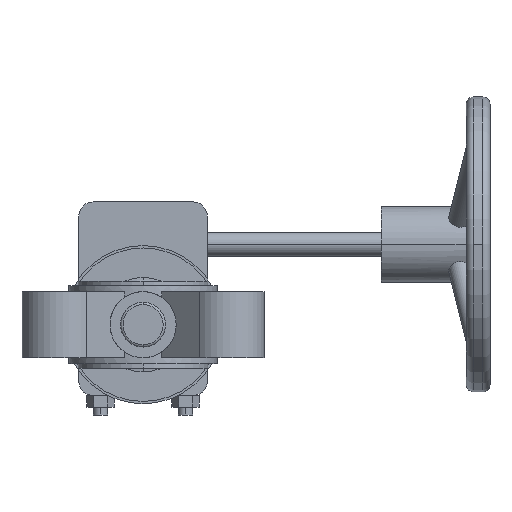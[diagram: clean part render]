
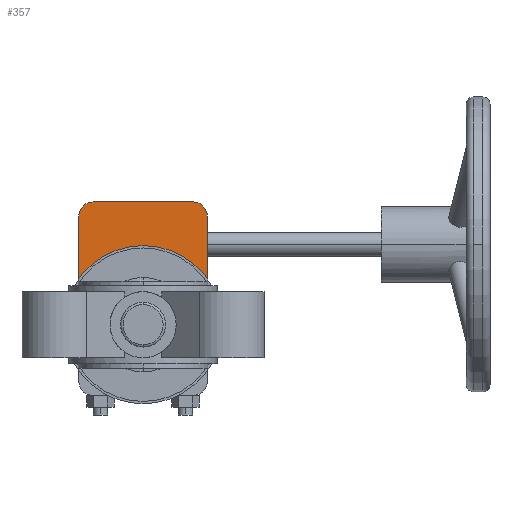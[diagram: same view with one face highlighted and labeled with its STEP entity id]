
A CAD part, front view. The second image highlights one B-rep face of the part: STEP entity #357.
In plain terms, the highlighted planar face has unit normal (0, -1, 0).
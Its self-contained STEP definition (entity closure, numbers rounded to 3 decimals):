
#357 = ADVANCED_FACE( '', ( #877 ), #878, .F. );
#877 = FACE_OUTER_BOUND( '', #1419, .T. );
#878 = PLANE( '', #1420 );
#1419 = EDGE_LOOP( '', ( #3411, #3412, #3413, #3414, #3415, #3416, #3417, #3418, #3419, #3420, #3421, #3422, #3423, #3424, #3425, #3426, #3427, #3428, #3429, #3430 ) );
#1420 = AXIS2_PLACEMENT_3D( '', #3431, #3432, #3433 );
#3411 = ORIENTED_EDGE( '', *, *, #4241, .T. );
#3412 = ORIENTED_EDGE( '', *, *, #4237, .T. );
#3413 = ORIENTED_EDGE( '', *, *, #4284, .T. );
#3414 = ORIENTED_EDGE( '', *, *, #4281, .T. );
#3415 = ORIENTED_EDGE( '', *, *, #4277, .T. );
#3416 = ORIENTED_EDGE( '', *, *, #4293, .F. );
#3417 = ORIENTED_EDGE( '', *, *, #4252, .T. );
#3418 = ORIENTED_EDGE( '', *, *, #4243, .T. );
#3419 = ORIENTED_EDGE( '', *, *, #4275, .T. );
#3420 = ORIENTED_EDGE( '', *, *, #4272, .T. );
#3421 = ORIENTED_EDGE( '', *, *, #4269, .T. );
#3422 = ORIENTED_EDGE( '', *, *, #3998, .F. );
#3423 = ORIENTED_EDGE( '', *, *, #4294, .F. );
#3424 = ORIENTED_EDGE( '', *, *, #4295, .F. );
#3425 = ORIENTED_EDGE( '', *, *, #4296, .F. );
#3426 = ORIENTED_EDGE( '', *, *, #4297, .F. );
#3427 = ORIENTED_EDGE( '', *, *, #4298, .F. );
#3428 = ORIENTED_EDGE( '', *, *, #4299, .F. );
#3429 = ORIENTED_EDGE( '', *, *, #4300, .F. );
#3430 = ORIENTED_EDGE( '', *, *, #3992, .F. );
#3431 = CARTESIAN_POINT( '', ( 0., 131., -18.5 ) );
#3432 = DIRECTION( '', ( 0., 1., 0. ) );
#3433 = DIRECTION( '', ( 0., 0., -1. ) );
#3992 = EDGE_CURVE( '', #4938, #4934, #4940, .T. );
#3998 = EDGE_CURVE( '', #4947, #4950, #4951, .T. );
#4237 = EDGE_CURVE( '', #5352, #5353, #5354, .T. );
#4241 = EDGE_CURVE( '', #4938, #5352, #5360, .T. );
#4243 = EDGE_CURVE( '', #5362, #5363, #5364, .T. );
#4252 = EDGE_CURVE( '', #5379, #5362, #5380, .T. );
#4269 = EDGE_CURVE( '', #5407, #4950, #5408, .T. );
#4272 = EDGE_CURVE( '', #5412, #5407, #5413, .T. );
#4275 = EDGE_CURVE( '', #5363, #5412, #5417, .T. );
#4277 = EDGE_CURVE( '', #5419, #5420, #5421, .T. );
#4281 = EDGE_CURVE( '', #5427, #5419, #5428, .T. );
#4284 = EDGE_CURVE( '', #5353, #5427, #5432, .T. );
#4293 = EDGE_CURVE( '', #5379, #5420, #5444, .T. );
#4294 = EDGE_CURVE( '', #5445, #4947, #5446, .T. );
#4295 = EDGE_CURVE( '', #5447, #5445, #5448, .T. );
#4296 = EDGE_CURVE( '', #5449, #5447, #5450, .T. );
#4297 = EDGE_CURVE( '', #5451, #5449, #5452, .T. );
#4298 = EDGE_CURVE( '', #5453, #5451, #5454, .T. );
#4299 = EDGE_CURVE( '', #5455, #5453, #5456, .T. );
#4300 = EDGE_CURVE( '', #4934, #5455, #5457, .T. );
#4934 = VERTEX_POINT( '', #6801 );
#4938 = VERTEX_POINT( '', #6806 );
#4940 = CIRCLE( '', #6817, 25.029 );
#4947 = VERTEX_POINT( '', #6844 );
#4950 = VERTEX_POINT( '', #6848 );
#4951 = CIRCLE( '', #6849, 25.029 );
#5352 = VERTEX_POINT( '', #8281 );
#5353 = VERTEX_POINT( '', #8282 );
#5354 = CIRCLE( '', #8283, 9. );
#5360 = LINE( '', #8291, #8292 );
#5362 = VERTEX_POINT( '', #8295 );
#5363 = VERTEX_POINT( '', #8296 );
#5364 = CIRCLE( '', #8297, 9. );
#5379 = VERTEX_POINT( '', #8319 );
#5380 = LINE( '', #8320, #8321 );
#5407 = VERTEX_POINT( '', #8378 );
#5408 = LINE( '', #8379, #8380 );
#5412 = VERTEX_POINT( '', #8386 );
#5413 = CIRCLE( '', #8387, 9. );
#5417 = CIRCLE( '', #8392, 2. );
#5419 = VERTEX_POINT( '', #8394 );
#5420 = VERTEX_POINT( '', #8395 );
#5421 = LINE( '', #8396, #8397 );
#5427 = VERTEX_POINT( '', #8414 );
#5428 = CIRCLE( '', #8415, 9. );
#5432 = CIRCLE( '', #8420, 2. );
#5444 = CIRCLE( '', #8473, 25.029 );
#5445 = VERTEX_POINT( '', #8474 );
#5446 = LINE( '', #8475, #8476 );
#5447 = VERTEX_POINT( '', #8477 );
#5448 = LINE( '', #8478, #8479 );
#5449 = VERTEX_POINT( '', #8480 );
#5450 = CIRCLE( '', #8481, 6. );
#5451 = VERTEX_POINT( '', #8482 );
#5452 = LINE( '', #8483, #8484 );
#5453 = VERTEX_POINT( '', #8485 );
#5454 = CIRCLE( '', #8486, 6. );
#5455 = VERTEX_POINT( '', #8487 );
#5456 = LINE( '', #8488, #8489 );
#5457 = LINE( '', #8490, #8491 );
#6801 = CARTESIAN_POINT( '', ( -25.029, 131., -18.5 ) );
#6806 = CARTESIAN_POINT( '', ( -21.588, 131., -5.834 ) );
#6817 = AXIS2_PLACEMENT_3D( '', #9224, #9225, #9226 );
#6844 = CARTESIAN_POINT( '', ( 25.029, 131., -18.5 ) );
#6848 = CARTESIAN_POINT( '', ( 21.588, 131., -5.834 ) );
#6849 = AXIS2_PLACEMENT_3D( '', #9230, #9231, #9232 );
#8281 = CARTESIAN_POINT( '', ( -22.37, 131., -4.717 ) );
#8282 = CARTESIAN_POINT( '', ( -23.371, 131., 3.744 ) );
#8283 = AXIS2_PLACEMENT_3D( '', #9645, #9646, #9647 );
#8291 = CARTESIAN_POINT( '', ( -15.452, 131., -14.597 ) );
#8292 = VECTOR( '', #9653, 1. );
#8295 = CARTESIAN_POINT( '', ( 13.783, 131., 3.87 ) );
#8296 = CARTESIAN_POINT( '', ( 22.244, 131., 4.871 ) );
#8297 = AXIS2_PLACEMENT_3D( '', #9655, #9656, #9657 );
#8319 = CARTESIAN_POINT( '', ( 12.666, 131., 3.088 ) );
#8320 = CARTESIAN_POINT( '', ( 3.903, 131., -3.048 ) );
#8321 = VECTOR( '', #9671, 1. );
#8378 = CARTESIAN_POINT( '', ( 22.37, 131., -4.717 ) );
#8379 = CARTESIAN_POINT( '', ( 14.286, 131., -16.262 ) );
#8380 = VECTOR( '', #9693, 1. );
#8386 = CARTESIAN_POINT( '', ( 23.371, 131., 3.744 ) );
#8387 = AXIS2_PLACEMENT_3D( '', #9696, #9697, #9698 );
#8392 = AXIS2_PLACEMENT_3D( '', #9703, #9704, #9705 );
#8394 = CARTESIAN_POINT( '', ( -13.783, 131., 3.87 ) );
#8395 = CARTESIAN_POINT( '', ( -12.666, 131., 3.088 ) );
#8396 = CARTESIAN_POINT( '', ( -2.238, 131., -4.214 ) );
#8397 = VECTOR( '', #9709, 1. );
#8414 = CARTESIAN_POINT( '', ( -22.244, 131., 4.871 ) );
#8415 = AXIS2_PLACEMENT_3D( '', #9712, #9713, #9714 );
#8420 = AXIS2_PLACEMENT_3D( '', #9719, #9720, #9721 );
#8473 = AXIS2_PLACEMENT_3D( '', #9733, #9734, #9735 );
#8474 = CARTESIAN_POINT( '', ( 27.2, 131., -18.5 ) );
#8475 = CARTESIAN_POINT( '', ( 27.2, 131., -18.5 ) );
#8476 = VECTOR( '', #9736, 1. );
#8477 = CARTESIAN_POINT( '', ( 27.2, 131., 27.5 ) );
#8478 = CARTESIAN_POINT( '', ( 27.2, 131., 27.5 ) );
#8479 = VECTOR( '', #9737, 1. );
#8480 = CARTESIAN_POINT( '', ( 21.2, 131., 33.5 ) );
#8481 = AXIS2_PLACEMENT_3D( '', #9738, #9739, #9740 );
#8482 = CARTESIAN_POINT( '', ( -21.2, 131., 33.5 ) );
#8483 = CARTESIAN_POINT( '', ( -21.2, 131., 33.5 ) );
#8484 = VECTOR( '', #9741, 1. );
#8485 = CARTESIAN_POINT( '', ( -27.2, 131., 27.5 ) );
#8486 = AXIS2_PLACEMENT_3D( '', #9742, #9743, #9744 );
#8487 = CARTESIAN_POINT( '', ( -27.2, 131., -18.5 ) );
#8488 = CARTESIAN_POINT( '', ( -27.2, 131., -18.5 ) );
#8489 = VECTOR( '', #9745, 1. );
#8490 = CARTESIAN_POINT( '', ( 27.2, 131., -18.5 ) );
#8491 = VECTOR( '', #9746, 1. );
#9224 = CARTESIAN_POINT( '', ( 0., 131., -18.5 ) );
#9225 = DIRECTION( '', ( 0., -1., 0. ) );
#9226 = DIRECTION( '', ( -1., 0., 0. ) );
#9230 = CARTESIAN_POINT( '', ( 0., 131., -18.5 ) );
#9231 = DIRECTION( '', ( 0., -1., 0. ) );
#9232 = DIRECTION( '', ( -1., 0., 0. ) );
#9645 = CARTESIAN_POINT( '', ( -14.998, 131., 0.445 ) );
#9646 = DIRECTION( '', ( 0., 1., 0. ) );
#9647 = DIRECTION( '', ( -0.819, 0., -0.574 ) );
#9653 = DIRECTION( '', ( -0.574, 0., 0.819 ) );
#9655 = CARTESIAN_POINT( '', ( 18.945, 131., -3.502 ) );
#9656 = DIRECTION( '', ( 0., 1., 0. ) );
#9657 = DIRECTION( '', ( -0.574, 0., 0.819 ) );
#9671 = DIRECTION( '', ( 0.819, 0., 0.574 ) );
#9693 = DIRECTION( '', ( -0.574, 0., -0.819 ) );
#9696 = CARTESIAN_POINT( '', ( 14.998, 131., 0.445 ) );
#9697 = DIRECTION( '', ( 0., 1., 0. ) );
#9698 = DIRECTION( '', ( 0.93, 0., 0.367 ) );
#9703 = CARTESIAN_POINT( '', ( 21.511, 131., 3.011 ) );
#9704 = DIRECTION( '', ( 0., 1., 0. ) );
#9705 = DIRECTION( '', ( 0.367, 0., 0.93 ) );
#9709 = DIRECTION( '', ( 0.819, 0., -0.574 ) );
#9712 = CARTESIAN_POINT( '', ( -18.945, 131., -3.502 ) );
#9713 = DIRECTION( '', ( 0., 1., 0. ) );
#9714 = DIRECTION( '', ( -0.367, 0., 0.93 ) );
#9719 = CARTESIAN_POINT( '', ( -21.511, 131., 3.011 ) );
#9720 = DIRECTION( '', ( 0., 1., 0. ) );
#9721 = DIRECTION( '', ( -0.93, 0., 0.367 ) );
#9733 = CARTESIAN_POINT( '', ( 0., 131., -18.5 ) );
#9734 = DIRECTION( '', ( 0., -1., 0. ) );
#9735 = DIRECTION( '', ( -1., 0., 0. ) );
#9736 = DIRECTION( '', ( -1., 0., 0. ) );
#9737 = DIRECTION( '', ( 0., 0., -1. ) );
#9738 = CARTESIAN_POINT( '', ( 21.2, 131., 27.5 ) );
#9739 = DIRECTION( '', ( 0., 1., 0. ) );
#9740 = DIRECTION( '', ( 0., 0., 1. ) );
#9741 = DIRECTION( '', ( 1., 0., 0. ) );
#9742 = CARTESIAN_POINT( '', ( -21.2, 131., 27.5 ) );
#9743 = DIRECTION( '', ( 0., 1., 0. ) );
#9744 = DIRECTION( '', ( -1., 0., 0. ) );
#9745 = DIRECTION( '', ( 0., 0., 1. ) );
#9746 = DIRECTION( '', ( -1., 0., 0. ) );
